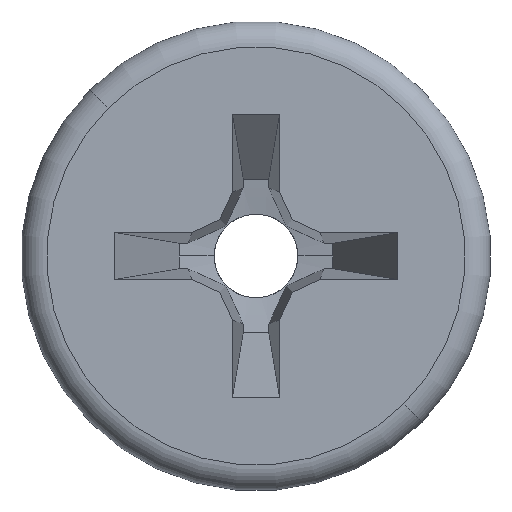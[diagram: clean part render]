
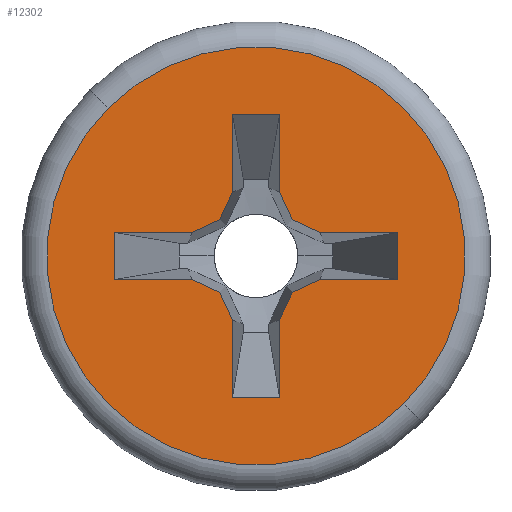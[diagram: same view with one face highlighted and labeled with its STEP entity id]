
A CAD part, left-side view. The second image highlights one B-rep face of the part: STEP entity #12302.
In plain terms, the highlighted planar face has unit normal (-1, 0, 0).
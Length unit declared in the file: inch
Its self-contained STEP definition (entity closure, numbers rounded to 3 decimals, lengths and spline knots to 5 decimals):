
#6682=CARTESIAN_POINT('',(0.,0.,0.));
#6683=DIRECTION('',(-1.,0.,0.));
#6684=DIRECTION('',(0.,1.,0.));
#6685=AXIS2_PLACEMENT_3D('',#6682,#6683,#6684);
#6687=CARTESIAN_POINT('',(0.,0.,0.));
#6688=DIRECTION('',(1.,0.,0.));
#6689=DIRECTION('',(0.,1.,0.));
#6690=AXIS2_PLACEMENT_3D('',#6687,#6688,#6689);
#6692=DIRECTION('',(0.,-0.707,-0.707));
#6693=VECTOR('',#6692,0.02033);
#6694=CARTESIAN_POINT('',(0.,0.05032,-0.03594));
#6695=LINE('',#6694,#6693);
#6696=DIRECTION('',(0.,0.707,-0.707));
#6697=VECTOR('',#6696,0.03358);
#6698=CARTESIAN_POINT('',(0.,0.0122,-0.02658));
#6699=LINE('',#6698,#6697);
#6700=DIRECTION('',(0.,0.94,-0.342));
#6701=VECTOR('',#6700,0.01298);
#6702=CARTESIAN_POINT('',(0.,0.,-0.02214));
#6703=LINE('',#6702,#6701);
#6704=DIRECTION('',(0.,0.94,0.342));
#6705=VECTOR('',#6704,0.01298);
#6706=CARTESIAN_POINT('',(0.,-0.0122,-0.02658));
#6707=LINE('',#6706,#6705);
#6708=DIRECTION('',(0.,-0.707,-0.707));
#6709=VECTOR('',#6708,0.03358);
#6710=CARTESIAN_POINT('',(0.,-0.0122,-0.02658));
#6711=LINE('',#6710,#6709);
#6712=DIRECTION('',(0.,0.707,-0.707));
#6713=VECTOR('',#6712,0.02033);
#6714=CARTESIAN_POINT('',(0.,-0.05032,-0.03594));
#6715=LINE('',#6714,#6713);
#6716=DIRECTION('',(0.,-0.707,-0.707));
#6717=VECTOR('',#6716,0.03358);
#6718=CARTESIAN_POINT('',(0.,-0.02658,-0.0122));
#6719=LINE('',#6718,#6717);
#6720=DIRECTION('',(0.,-0.342,-0.94));
#6721=VECTOR('',#6720,0.01298);
#6722=CARTESIAN_POINT('',(0.,-0.02214,0.));
#6723=LINE('',#6722,#6721);
#6724=DIRECTION('',(0.,0.342,-0.94));
#6725=VECTOR('',#6724,0.01298);
#6726=CARTESIAN_POINT('',(0.,-0.02658,0.0122));
#6727=LINE('',#6726,#6725);
#6728=DIRECTION('',(0.,0.707,-0.707));
#6729=VECTOR('',#6728,0.03358);
#6730=CARTESIAN_POINT('',(0.,-0.05032,0.03594));
#6731=LINE('',#6730,#6729);
#6732=DIRECTION('',(0.,-0.707,-0.707));
#6733=VECTOR('',#6732,0.02033);
#6734=CARTESIAN_POINT('',(0.,-0.03594,0.05032));
#6735=LINE('',#6734,#6733);
#6736=DIRECTION('',(0.,0.707,-0.707));
#6737=VECTOR('',#6736,0.03358);
#6738=CARTESIAN_POINT('',(0.,-0.03594,0.05032));
#6739=LINE('',#6738,#6737);
#6740=DIRECTION('',(0.,-0.94,0.342));
#6741=VECTOR('',#6740,0.01298);
#6742=CARTESIAN_POINT('',(0.,0.,0.02214));
#6743=LINE('',#6742,#6741);
#6744=DIRECTION('',(0.,-0.94,-0.342));
#6745=VECTOR('',#6744,0.01298);
#6746=CARTESIAN_POINT('',(0.,0.0122,0.02658));
#6747=LINE('',#6746,#6745);
#6748=DIRECTION('',(0.,-0.707,-0.707));
#6749=VECTOR('',#6748,0.03358);
#6750=CARTESIAN_POINT('',(0.,0.03594,0.05032));
#6751=LINE('',#6750,#6749);
#6752=DIRECTION('',(0.,0.707,-0.707));
#6753=VECTOR('',#6752,0.02033);
#6754=CARTESIAN_POINT('',(0.,0.03594,0.05032));
#6755=LINE('',#6754,#6753);
#6756=DIRECTION('',(0.,-0.707,-0.707));
#6757=VECTOR('',#6756,0.03358);
#6758=CARTESIAN_POINT('',(0.,0.05032,0.03594));
#6759=LINE('',#6758,#6757);
#6760=DIRECTION('',(0.,0.342,0.94));
#6761=VECTOR('',#6760,0.01298);
#6762=CARTESIAN_POINT('',(0.,0.02214,0.));
#6763=LINE('',#6762,#6761);
#6764=DIRECTION('',(0.,-0.342,0.94));
#6765=VECTOR('',#6764,0.01298);
#6766=CARTESIAN_POINT('',(0.,0.02658,-0.0122));
#6767=LINE('',#6766,#6765);
#6768=DIRECTION('',(0.,0.707,-0.707));
#6769=VECTOR('',#6768,0.03358);
#6770=CARTESIAN_POINT('',(0.,0.02658,-0.0122));
#6771=LINE('',#6770,#6769);
#6909=CARTESIAN_POINT('',(0.,0.05032,-0.03594));
#6910=CARTESIAN_POINT('',(0.,0.03594,-0.05032));
#6911=VERTEX_POINT('',#6909);
#6912=VERTEX_POINT('',#6910);
#6913=CARTESIAN_POINT('',(0.,0.02658,-0.0122));
#6914=VERTEX_POINT('',#6913);
#6915=CARTESIAN_POINT('',(0.,0.02214,0.));
#6916=VERTEX_POINT('',#6915);
#6917=CARTESIAN_POINT('',(0.,0.02658,0.0122));
#6918=VERTEX_POINT('',#6917);
#6919=CARTESIAN_POINT('',(0.,0.05032,0.03594));
#6920=VERTEX_POINT('',#6919);
#6921=CARTESIAN_POINT('',(0.,0.03594,0.05032));
#6922=VERTEX_POINT('',#6921);
#6923=CARTESIAN_POINT('',(0.,0.0122,0.02658));
#6924=VERTEX_POINT('',#6923);
#6925=CARTESIAN_POINT('',(0.,0.,0.02214));
#6926=VERTEX_POINT('',#6925);
#6927=CARTESIAN_POINT('',(0.,-0.0122,0.02658));
#6928=VERTEX_POINT('',#6927);
#6929=CARTESIAN_POINT('',(0.,-0.03594,0.05032));
#6930=VERTEX_POINT('',#6929);
#6931=CARTESIAN_POINT('',(0.,-0.05032,0.03594));
#6932=VERTEX_POINT('',#6931);
#6933=CARTESIAN_POINT('',(0.,-0.02658,0.0122));
#6934=VERTEX_POINT('',#6933);
#6935=CARTESIAN_POINT('',(0.,-0.02214,0.));
#6936=VERTEX_POINT('',#6935);
#6937=CARTESIAN_POINT('',(0.,-0.02658,-0.0122));
#6938=VERTEX_POINT('',#6937);
#6939=CARTESIAN_POINT('',(0.,-0.05032,-0.03594));
#6940=VERTEX_POINT('',#6939);
#6941=CARTESIAN_POINT('',(0.,-0.03594,-0.05032));
#6942=VERTEX_POINT('',#6941);
#6943=CARTESIAN_POINT('',(0.,-0.0122,-0.02658));
#6944=VERTEX_POINT('',#6943);
#6945=CARTESIAN_POINT('',(0.,0.,-0.02214));
#6946=VERTEX_POINT('',#6945);
#6947=CARTESIAN_POINT('',(0.,0.0122,-0.02658));
#6948=VERTEX_POINT('',#6947);
#6969=CARTESIAN_POINT('',(0.,0.08991,0.));
#6970=VERTEX_POINT('',#6969);
#6971=CARTESIAN_POINT('',(0.,-0.08991,0.));
#6972=VERTEX_POINT('',#6971);
#12269=CARTESIAN_POINT('',(0.,0.,0.));
#12270=DIRECTION('',(1.,0.,0.));
#12271=DIRECTION('',(0.,-1.,0.));
#12272=AXIS2_PLACEMENT_3D('',#12269,#12270,#12271);
#12273=PLANE('',#12272);
#12275=ORIENTED_EDGE('',*,*,#12274,.F.);
#12277=ORIENTED_EDGE('',*,*,#12276,.T.);
#12278=EDGE_LOOP('',(#12275,#12277));
#12279=FACE_OUTER_BOUND('',#12278,.F.);
#12280=ORIENTED_EDGE('',*,*,#12090,.T.);
#12281=ORIENTED_EDGE('',*,*,#12104,.F.);
#12282=ORIENTED_EDGE('',*,*,#12130,.F.);
#12283=ORIENTED_EDGE('',*,*,#12156,.F.);
#12284=ORIENTED_EDGE('',*,*,#12170,.T.);
#12285=ORIENTED_EDGE('',*,*,#12184,.F.);
#12286=ORIENTED_EDGE('',*,*,#12198,.F.);
#12287=ORIENTED_EDGE('',*,*,#12224,.F.);
#12288=ORIENTED_EDGE('',*,*,#12250,.F.);
#12289=ORIENTED_EDGE('',*,*,#12263,.F.);
#12290=ORIENTED_EDGE('',*,*,#11899,.F.);
#12291=ORIENTED_EDGE('',*,*,#11915,.T.);
#12292=ORIENTED_EDGE('',*,*,#11941,.F.);
#12293=ORIENTED_EDGE('',*,*,#11967,.F.);
#12294=ORIENTED_EDGE('',*,*,#11981,.F.);
#12295=ORIENTED_EDGE('',*,*,#11995,.T.);
#12296=ORIENTED_EDGE('',*,*,#12009,.T.);
#12297=ORIENTED_EDGE('',*,*,#12035,.F.);
#12298=ORIENTED_EDGE('',*,*,#12061,.F.);
#12299=ORIENTED_EDGE('',*,*,#12075,.T.);
#12300=EDGE_LOOP('',(#12280,#12281,#12282,#12283,#12284,#12285,#12286,#12287,
#12288,#12289,#12290,#12291,#12292,#12293,#12294,#12295,#12296,#12297,#12298,
#12299));
#12301=FACE_BOUND('',#12300,.F.);
#6686=CIRCLE('',#6685,0.08991);
#6691=CIRCLE('',#6690,0.08991);
#11899=EDGE_CURVE('',#6930,#6932,#6735,.T.);
#11915=EDGE_CURVE('',#6930,#6928,#6739,.T.);
#11941=EDGE_CURVE('',#6926,#6928,#6743,.T.);
#11967=EDGE_CURVE('',#6924,#6926,#6747,.T.);
#11981=EDGE_CURVE('',#6922,#6924,#6751,.T.);
#11995=EDGE_CURVE('',#6922,#6920,#6755,.T.);
#12009=EDGE_CURVE('',#6920,#6918,#6759,.T.);
#12035=EDGE_CURVE('',#6916,#6918,#6763,.T.);
#12061=EDGE_CURVE('',#6914,#6916,#6767,.T.);
#12075=EDGE_CURVE('',#6914,#6911,#6771,.T.);
#12090=EDGE_CURVE('',#6911,#6912,#6695,.T.);
#12104=EDGE_CURVE('',#6948,#6912,#6699,.T.);
#12130=EDGE_CURVE('',#6946,#6948,#6703,.T.);
#12156=EDGE_CURVE('',#6944,#6946,#6707,.T.);
#12170=EDGE_CURVE('',#6944,#6942,#6711,.T.);
#12184=EDGE_CURVE('',#6940,#6942,#6715,.T.);
#12198=EDGE_CURVE('',#6938,#6940,#6719,.T.);
#12224=EDGE_CURVE('',#6936,#6938,#6723,.T.);
#12250=EDGE_CURVE('',#6934,#6936,#6727,.T.);
#12263=EDGE_CURVE('',#6932,#6934,#6731,.T.);
#12274=EDGE_CURVE('',#6970,#6972,#6686,.T.);
#12276=EDGE_CURVE('',#6970,#6972,#6691,.T.);
#12302=ADVANCED_FACE('',(#12279,#12301),#12273,.F.);
